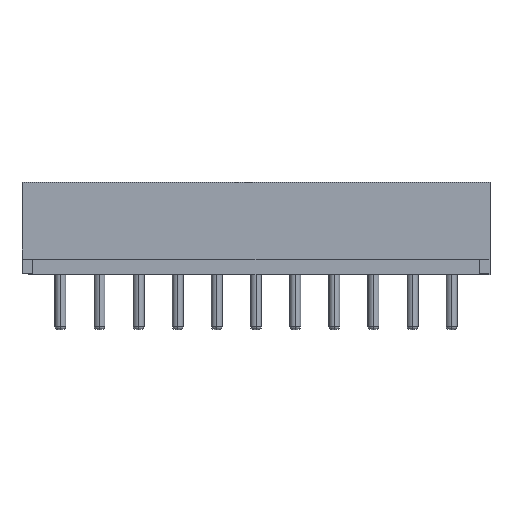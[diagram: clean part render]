
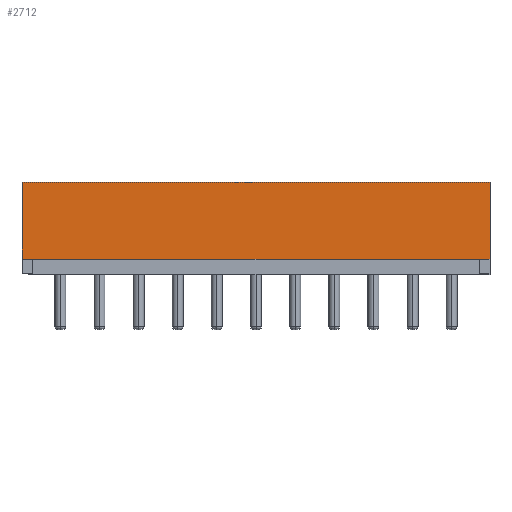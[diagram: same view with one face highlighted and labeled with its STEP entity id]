
A CAD part, top view. The second image highlights one B-rep face of the part: STEP entity #2712.
In plain terms, the highlighted planar face has unit normal (0, 0, 1).
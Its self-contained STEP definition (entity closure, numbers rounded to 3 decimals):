
#61=DIRECTION('',(0.,1.,0.));
#62=VECTOR('',#61,4.9);
#63=CARTESIAN_POINT('',(14.95,-1.95,2.47));
#64=LINE('',#63,#62);
#109=DIRECTION('',(1.,0.,0.));
#110=VECTOR('',#109,29.9);
#111=CARTESIAN_POINT('',(-14.95,2.95,2.47));
#112=LINE('',#111,#110);
#205=DIRECTION('',(0.,1.,0.));
#206=VECTOR('',#205,4.9);
#207=CARTESIAN_POINT('',(-14.95,-1.95,2.47));
#208=LINE('',#207,#206);
#213=DIRECTION('',(1.,0.,0.));
#214=VECTOR('',#213,29.9);
#215=CARTESIAN_POINT('',(-14.95,-1.95,2.47));
#216=LINE('',#215,#214);
#1929=CARTESIAN_POINT('',(-14.95,2.95,2.47));
#1930=CARTESIAN_POINT('',(14.95,2.95,2.47));
#1931=VERTEX_POINT('',#1929);
#1932=VERTEX_POINT('',#1930);
#1967=CARTESIAN_POINT('',(14.95,-1.95,2.47));
#1968=VERTEX_POINT('',#1967);
#2001=CARTESIAN_POINT('',(-14.95,-1.95,2.47));
#2002=VERTEX_POINT('',#2001);
#2700=CARTESIAN_POINT('',(-14.95,-2.95,2.47));
#2701=DIRECTION('',(0.,0.,1.));
#2702=DIRECTION('',(1.,0.,0.));
#2703=AXIS2_PLACEMENT_3D('',#2700,#2701,#2702);
#2704=PLANE('',#2703);
#2706=ORIENTED_EDGE('',*,*,#2705,.F.);
#2707=ORIENTED_EDGE('',*,*,#2671,.T.);
#2708=ORIENTED_EDGE('',*,*,#2611,.T.);
#2709=ORIENTED_EDGE('',*,*,#2551,.F.);
#2710=EDGE_LOOP('',(#2706,#2707,#2708,#2709));
#2711=FACE_OUTER_BOUND('',#2710,.F.);
#2712=ADVANCED_FACE('',(#2711),#2704,.T.);
#2551=EDGE_CURVE('',#1968,#1932,#64,.T.);
#2611=EDGE_CURVE('',#1931,#1932,#112,.T.);
#2671=EDGE_CURVE('',#2002,#1931,#208,.T.);
#2705=EDGE_CURVE('',#2002,#1968,#216,.T.);
